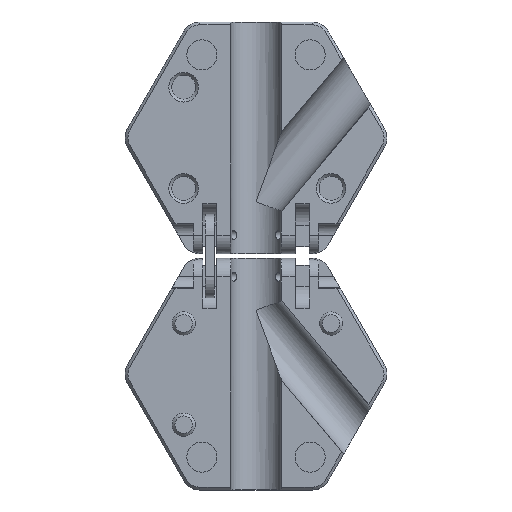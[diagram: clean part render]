
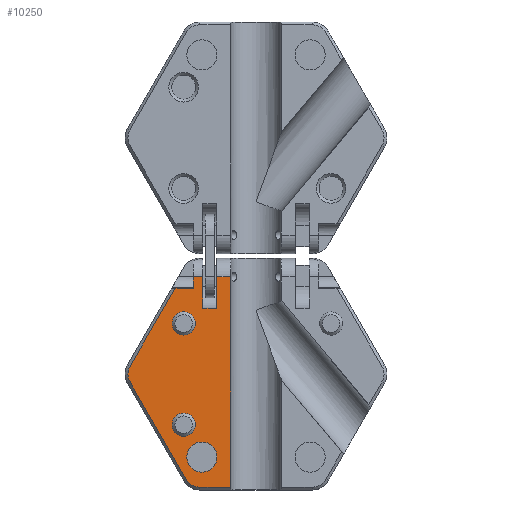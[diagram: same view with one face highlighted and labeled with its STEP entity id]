
A CAD part, top view. The second image highlights one B-rep face of the part: STEP entity #10250.
In plain terms, the highlighted planar face has unit normal (0, 0, 1).
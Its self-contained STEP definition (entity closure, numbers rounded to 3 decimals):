
#285=CIRCLE('',#10853,2.5);
#288=CIRCLE('',#10859,2.5);
#289=CIRCLE('',#10862,3.25);
#320=CIRCLE('',#10942,3.4);
#321=CIRCLE('',#10943,3.4);
#387=FACE_BOUND('',#1583,.T.);
#388=FACE_BOUND('',#1584,.T.);
#389=FACE_BOUND('',#1585,.T.);
#979=FACE_OUTER_BOUND('',#1582,.T.);
#1582=EDGE_LOOP('',(#8762,#8763,#8764,#8765,#8766,#8767,#8768,#8769,#8770,
#8771,#8772,#8773,#8774));
#1583=EDGE_LOOP('',(#8775));
#1584=EDGE_LOOP('',(#8776));
#1585=EDGE_LOOP('',(#8777));
#2626=LINE('',#17138,#3779);
#2628=LINE('',#17143,#3781);
#2636=LINE('',#17164,#3789);
#2643=LINE('',#17221,#3796);
#2646=LINE('',#17228,#3799);
#2651=LINE('',#17247,#3804);
#2652=LINE('',#17252,#3805);
#2653=LINE('',#17256,#3806);
#2654=LINE('',#17258,#3807);
#2655=LINE('',#17259,#3808);
#2656=LINE('',#17260,#3809);
#3779=VECTOR('',#13088,10.);
#3781=VECTOR('',#13092,10.);
#3789=VECTOR('',#13114,10.);
#3796=VECTOR('',#13131,10.);
#3799=VECTOR('',#13138,10.);
#3804=VECTOR('',#13153,10.);
#3805=VECTOR('',#13158,10.);
#3806=VECTOR('',#13161,10.);
#3807=VECTOR('',#13162,10.);
#3808=VECTOR('',#13163,10.);
#3809=VECTOR('',#13164,10.);
#4719=VERTEX_POINT('',#16747);
#4722=VERTEX_POINT('',#16758);
#4723=VERTEX_POINT('',#16763);
#4796=VERTEX_POINT('',#17112);
#4802=VERTEX_POINT('',#17136);
#4803=VERTEX_POINT('',#17140);
#4810=VERTEX_POINT('',#17162);
#4818=VERTEX_POINT('',#17218);
#4819=VERTEX_POINT('',#17220);
#4821=VERTEX_POINT('',#17226);
#4826=VERTEX_POINT('',#17245);
#4827=VERTEX_POINT('',#17249);
#4828=VERTEX_POINT('',#17251);
#4829=VERTEX_POINT('',#17253);
#4830=VERTEX_POINT('',#17255);
#4831=VERTEX_POINT('',#17257);
#6032=EDGE_CURVE('',#4719,#4719,#285,.T.);
#6037=EDGE_CURVE('',#4722,#4722,#288,.T.);
#6038=EDGE_CURVE('',#4723,#4723,#289,.T.);
#6142=EDGE_CURVE('',#4796,#4802,#2626,.T.);
#6144=EDGE_CURVE('',#4802,#4803,#2628,.T.);
#6155=EDGE_CURVE('',#4803,#4810,#2636,.T.);
#6166=EDGE_CURVE('',#4819,#4818,#2643,.T.);
#6170=EDGE_CURVE('',#4818,#4821,#2646,.T.);
#6178=EDGE_CURVE('',#4821,#4826,#2651,.T.);
#6179=EDGE_CURVE('',#4810,#4827,#320,.T.);
#6180=EDGE_CURVE('',#4827,#4828,#2652,.T.);
#6181=EDGE_CURVE('',#4828,#4829,#321,.T.);
#6182=EDGE_CURVE('',#4829,#4830,#2653,.T.);
#6183=EDGE_CURVE('',#4831,#4830,#2654,.T.);
#6184=EDGE_CURVE('',#4831,#4819,#2655,.T.);
#6185=EDGE_CURVE('',#4826,#4796,#2656,.T.);
#8762=ORIENTED_EDGE('',*,*,#6144,.T.);
#8763=ORIENTED_EDGE('',*,*,#6155,.T.);
#8764=ORIENTED_EDGE('',*,*,#6179,.T.);
#8765=ORIENTED_EDGE('',*,*,#6180,.T.);
#8766=ORIENTED_EDGE('',*,*,#6181,.T.);
#8767=ORIENTED_EDGE('',*,*,#6182,.T.);
#8768=ORIENTED_EDGE('',*,*,#6183,.F.);
#8769=ORIENTED_EDGE('',*,*,#6184,.T.);
#8770=ORIENTED_EDGE('',*,*,#6166,.T.);
#8771=ORIENTED_EDGE('',*,*,#6170,.T.);
#8772=ORIENTED_EDGE('',*,*,#6178,.T.);
#8773=ORIENTED_EDGE('',*,*,#6185,.T.);
#8774=ORIENTED_EDGE('',*,*,#6142,.T.);
#8775=ORIENTED_EDGE('',*,*,#6032,.T.);
#8776=ORIENTED_EDGE('',*,*,#6037,.T.);
#8777=ORIENTED_EDGE('',*,*,#6038,.T.);
#9728=PLANE('',#10941);
#10250=ADVANCED_FACE('',(#979,#387,#388,#389),#9728,.F.);
#10853=AXIS2_PLACEMENT_3D('',#16749,#12890,#12891);
#10859=AXIS2_PLACEMENT_3D('',#16760,#12904,#12905);
#10862=AXIS2_PLACEMENT_3D('',#16764,#12910,#12911);
#10941=AXIS2_PLACEMENT_3D('',#17248,#13154,#13155);
#10942=AXIS2_PLACEMENT_3D('',#17250,#13156,#13157);
#10943=AXIS2_PLACEMENT_3D('',#17254,#13159,#13160);
#12890=DIRECTION('center_axis',(0.,0.,-1.));
#12891=DIRECTION('ref_axis',(-1.,0.,0.));
#12904=DIRECTION('center_axis',(0.,0.,-1.));
#12905=DIRECTION('ref_axis',(-1.,0.,0.));
#12910=DIRECTION('center_axis',(0.,0.,-1.));
#12911=DIRECTION('ref_axis',(1.,0.,0.));
#13088=DIRECTION('',(0.,-1.,0.));
#13092=DIRECTION('',(-1.,0.,0.));
#13114=DIRECTION('',(-0.5,-0.866,0.));
#13131=DIRECTION('',(0.,-1.,0.));
#13138=DIRECTION('',(-1.,0.,0.));
#13153=DIRECTION('',(0.,1.,0.));
#13154=DIRECTION('center_axis',(0.,0.,-1.));
#13155=DIRECTION('ref_axis',(1.,0.,0.));
#13156=DIRECTION('center_axis',(0.,0.,1.));
#13157=DIRECTION('ref_axis',(-1.,0.,0.));
#13158=DIRECTION('',(0.5,-0.866,0.));
#13159=DIRECTION('center_axis',(0.,0.,1.));
#13160=DIRECTION('ref_axis',(-0.5,-0.866,0.));
#13161=DIRECTION('',(1.,0.,0.));
#13162=DIRECTION('',(0.,-1.,0.));
#13163=DIRECTION('',(-1.,0.,0.));
#13164=DIRECTION('',(-1.,0.,0.));
#16747=CARTESIAN_POINT('',(-13.11,-61.924,8.));
#16749=CARTESIAN_POINT('Origin',(-15.61,-61.924,8.));
#16758=CARTESIAN_POINT('',(-13.11,-40.076,8.));
#16760=CARTESIAN_POINT('Origin',(-15.61,-40.076,8.));
#16763=CARTESIAN_POINT('',(-14.933,-68.904,8.));
#16764=CARTESIAN_POINT('Origin',(-11.683,-68.904,8.));
#17112=CARTESIAN_POINT('',(-13.5,-30.,8.));
#17136=CARTESIAN_POINT('',(-13.5,-32.5,8.));
#17138=CARTESIAN_POINT('',(-13.5,-40.5,8.));
#17140=CARTESIAN_POINT('',(-17.494,-32.5,8.));
#17143=CARTESIAN_POINT('',(-6.75,-32.5,8.));
#17162=CARTESIAN_POINT('',(-27.193,-49.3,8.));
#17164=CARTESIAN_POINT('',(-24.739,-45.05,8.));
#17218=CARTESIAN_POINT('',(-8.5,-36.75,8.));
#17220=CARTESIAN_POINT('',(-8.5,-30.,8.));
#17221=CARTESIAN_POINT('',(-8.5,-38.25,8.));
#17226=CARTESIAN_POINT('',(-11.5,-36.75,8.));
#17228=CARTESIAN_POINT('',(-4.25,-36.75,8.));
#17245=CARTESIAN_POINT('',(-11.5,-30.,8.));
#17247=CARTESIAN_POINT('',(-11.5,-38.25,8.));
#17248=CARTESIAN_POINT('Origin',(0.,-51.,8.));
#17249=CARTESIAN_POINT('',(-27.193,-52.7,8.));
#17250=CARTESIAN_POINT('Origin',(-24.249,-51.,8.));
#17251=CARTESIAN_POINT('',(-15.069,-73.7,8.));
#17252=CARTESIAN_POINT('',(-17.523,-69.45,8.));
#17253=CARTESIAN_POINT('',(-12.124,-75.4,8.));
#17254=CARTESIAN_POINT('Origin',(-12.124,-72.,8.));
#17255=CARTESIAN_POINT('',(-5.5,-75.4,8.));
#17256=CARTESIAN_POINT('',(7.217,-75.4,8.));
#17257=CARTESIAN_POINT('',(-5.5,-30.,8.));
#17258=CARTESIAN_POINT('',(-5.5,-63.5,8.));
#17259=CARTESIAN_POINT('',(-7.217,-30.,8.));
#17260=CARTESIAN_POINT('',(-7.217,-30.,8.));
